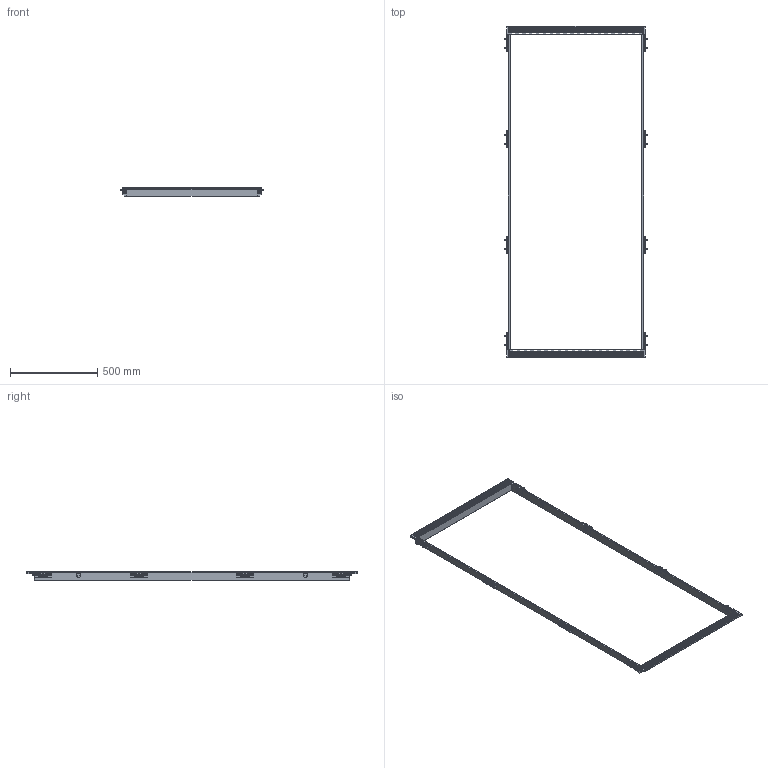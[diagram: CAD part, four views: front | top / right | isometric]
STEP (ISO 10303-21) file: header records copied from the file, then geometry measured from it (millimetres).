
FILE_DESCRIPTION(('STEP AP214'),'1');
FILE_NAME('cctmp_60A5ACCC-3D98-4299-B9B2-D07F0935E008_2024_02_05_10_31_40_0266..stp','2024-02-05T09:31:42',('SIEMENS A&D'),('CADClick - www.CADClick.com'),'Spatial InterOp 3D',' ','unknown authorization');
FILE_SCHEMA(('AUTOMOTIVE_DESIGN'));
Length unit declared in the file: millimetre
Products named in the file (41): cc_unnamed; 2024_02_05_10_31_40_0189; 2024_02_05_10_31_40_0158; 2024_02_05_10_31_40_0127; 2024_02_05_10_31_40_0096; 2024_02_05_10_31_40_0065; 2024_02_05_10_31_40_0004; 2024_02_05_10_31_39_0972; 2024_02_05_10_31_39_0940; 2024_02_05_10_31_39_0878; 2024_02_05_10_31_39_0847; 2024_02_05_10_31_39_0816; 2024_02_05_10_31_39_0785; 2024_02_05_10_31_39_0721; 2024_02_05_10_31_39_0690; 2024_02_05_10_31_39_0658; 2024_02_05_10_31_39_0626; 2024_02_05_10_31_39_0563; 2024_02_05_10_31_39_0533; 2024_02_05_10_31_39_0502; 2024_02_05_10_31_39_0471; 2024_02_05_10_31_39_0407; 2024_02_05_10_31_39_0377; 2024_02_05_10_31_39_0346; 2024_02_05_10_31_39_0315; 2024_02_05_10_31_39_0254; 2024_02_05_10_31_39_0222; 2024_02_05_10_31_39_0192; 2024_02_05_10_31_39_0161; 2024_02_05_10_31_39_0098; 2024_02_05_10_31_39_0068; 2024_02_05_10_31_39_0037; 2024_02_05_10_31_39_0007; 2024_02_05_10_31_38_0945; 2024_02_05_10_31_38_0913; 2024_02_05_10_31_38_0882; 2024_02_05_10_31_38_0851; 2024_02_05_10_31_38_0789; 2024_02_05_10_31_38_0758; 2024_02_05_10_31_38_0726 ...
Assembly tree (40 placements, depth 2):
  cc_unnamed
    2024_02_05_10_31_40_0189
    2024_02_05_10_31_40_0158
    2024_02_05_10_31_40_0127
    2024_02_05_10_31_40_0096
    2024_02_05_10_31_40_0065
    2024_02_05_10_31_40_0004
    2024_02_05_10_31_39_0972
    2024_02_05_10_31_39_0940
    2024_02_05_10_31_39_0878
    2024_02_05_10_31_39_0847
    2024_02_05_10_31_39_0816
    2024_02_05_10_31_39_0785
    2024_02_05_10_31_39_0721
    2024_02_05_10_31_39_0690
    2024_02_05_10_31_39_0658
    2024_02_05_10_31_39_0626
    2024_02_05_10_31_39_0563
    2024_02_05_10_31_39_0533
    2024_02_05_10_31_39_0502
    2024_02_05_10_31_39_0471
    2024_02_05_10_31_39_0407
    2024_02_05_10_31_39_0377
    2024_02_05_10_31_39_0346
    2024_02_05_10_31_39_0315
    2024_02_05_10_31_39_0254
    2024_02_05_10_31_39_0222
    2024_02_05_10_31_39_0192
    2024_02_05_10_31_39_0161
    2024_02_05_10_31_39_0098
    2024_02_05_10_31_39_0068
    2024_02_05_10_31_39_0037
    2024_02_05_10_31_39_0007
    2024_02_05_10_31_38_0945
    2024_02_05_10_31_38_0913
    2024_02_05_10_31_38_0882
    2024_02_05_10_31_38_0851
    2024_02_05_10_31_38_0789
    2024_02_05_10_31_38_0758
    2024_02_05_10_31_38_0726
    2024_02_05_10_31_38_0695
Bounding box: 817 x 1897 x 48 mm (x, y, z)
Volume: 682912.7 mm3; surface area: 849422.3 mm2
Topology: 40 solids, 40 shells, 3452 faces, 9484 edges, 6232 vertices
Faces by surface type: plane 2320, cylinder 956, cone 176
Entity records: 143318 total; most frequent: CARTESIAN_POINT 23417, ORIENTED_EDGE 18968, DIRECTION 18446, EDGE_CURVE 9484, LINE 7092, VECTOR 7092, VERTEX_POINT 6232, AXIS2_PLACEMENT_3D 5677
